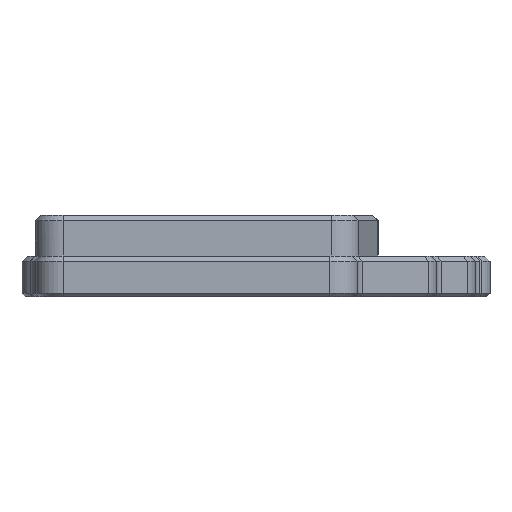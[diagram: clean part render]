
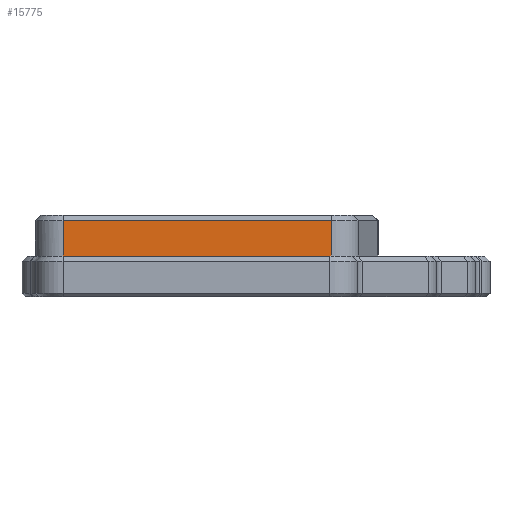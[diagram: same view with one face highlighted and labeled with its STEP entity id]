
A CAD part, left-side view. The second image highlights one B-rep face of the part: STEP entity #15775.
In plain terms, the highlighted planar face has unit normal (-1, 0, 0).
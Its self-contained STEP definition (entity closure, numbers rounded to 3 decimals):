
#5067=CARTESIAN_POINT('',(-16.56,-89.676,4.1));
#5068=VERTEX_POINT('',#5067);
#5076=CARTESIAN_POINT('',(-16.56,-38.776,4.1));
#5077=VERTEX_POINT('',#5076);
#5078=CARTESIAN_POINT('',(-16.56,-89.676,4.1));
#5079=DIRECTION('',(0.,1.,0.));
#5080=VECTOR('',#5079,50.9);
#5081=LINE('',#5078,#5080);
#5082=EDGE_CURVE('',#5068,#5077,#5081,.T.);
#11240=CARTESIAN_POINT('',(-16.56,-38.776,10.8));
#11241=VERTEX_POINT('',#11240);
#11265=CARTESIAN_POINT('',(-16.56,-89.676,10.8));
#11266=VERTEX_POINT('',#11265);
#11275=CARTESIAN_POINT('',(-16.56,-89.676,10.8));
#11276=DIRECTION('',(0.,1.,0.));
#11277=VECTOR('',#11276,50.9);
#11278=LINE('',#11275,#11277);
#11279=EDGE_CURVE('',#11266,#11241,#11278,.T.);
#15746=CARTESIAN_POINT('',(-16.56,-38.776,10.8));
#15747=DIRECTION('',(-0.,0.,-1.));
#15748=VECTOR('',#15747,6.7);
#15749=LINE('',#15746,#15748);
#15750=EDGE_CURVE('',#11241,#5077,#15749,.T.);
#15759=CARTESIAN_POINT('',(-16.56,-32.041,11.65));
#15760=DIRECTION('',(-1.,0.,0.));
#15761=DIRECTION('',(0.,0.,-1.));
#15762=AXIS2_PLACEMENT_3D('',#15759,#15760,#15761);
#15763=PLANE('',#15762);
#15764=ORIENTED_EDGE('',*,*,#5082,.F.);
#15765=CARTESIAN_POINT('',(-16.56,-89.676,10.8));
#15766=DIRECTION('',(0.,0.,-1.));
#15767=VECTOR('',#15766,6.7);
#15768=LINE('',#15765,#15767);
#15769=EDGE_CURVE('',#11266,#5068,#15768,.T.);
#15770=ORIENTED_EDGE('',*,*,#15769,.F.);
#15771=ORIENTED_EDGE('',*,*,#11279,.T.);
#15772=ORIENTED_EDGE('',*,*,#15750,.T.);
#15773=EDGE_LOOP('',(#15764,#15770,#15771,#15772));
#15774=FACE_BOUND('',#15773,.T.);
#15775=ADVANCED_FACE('',(#15774),#15763,.T.);
